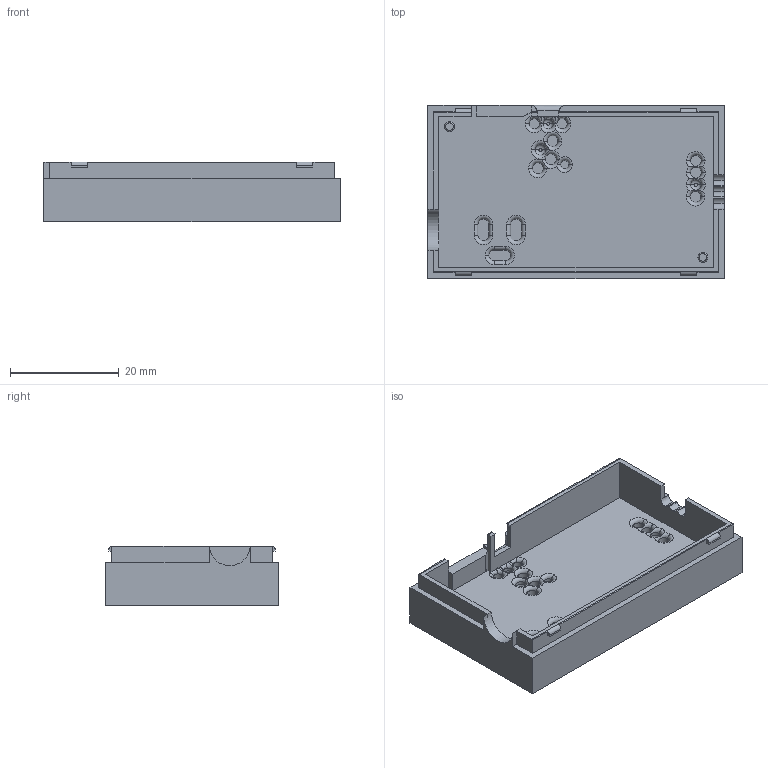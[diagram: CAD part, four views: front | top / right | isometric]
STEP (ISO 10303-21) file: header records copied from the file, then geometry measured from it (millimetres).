
FILE_DESCRIPTION (( 'STEP AP214' ), '1' );
FILE_NAME ('LedBox_V2_Bottom.STEP', '2021-06-11T21:26:48', ( '' ), ( '' ), 'SwSTEP 2.0', 'SolidWorks 2020', '' );
FILE_SCHEMA (( 'AUTOMOTIVE_DESIGN' ));
Length unit declared in the file: millimetre
Products named in the file (1): LedBox_V2_Bottom
Bounding box: 54.4 x 31.77 x 11 mm (x, y, z)
Volume: 7006.9 mm3; surface area: 6643.9 mm2
Topology: 1 solids, 1 shells, 189 faces, 483 edges, 302 vertices
Faces by surface type: plane 85, cylinder 57, torus 44, bspline 3
Entity records: 5974 total; most frequent: CARTESIAN_POINT 1241, DIRECTION 1052, ORIENTED_EDGE 966, EDGE_CURVE 483, AXIS2_PLACEMENT_3D 406, VERTEX_POINT 302, LINE 240, VECTOR 240
